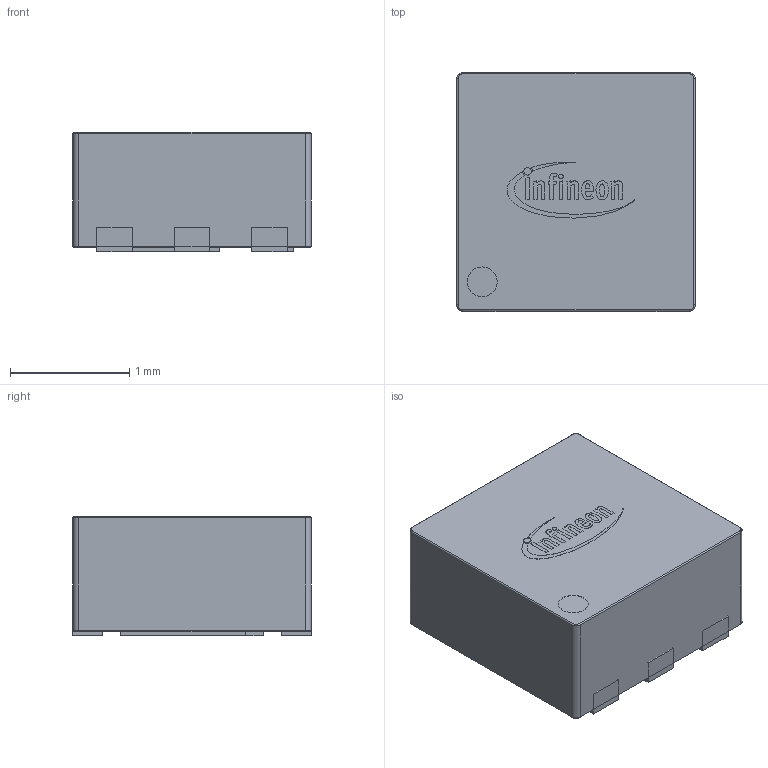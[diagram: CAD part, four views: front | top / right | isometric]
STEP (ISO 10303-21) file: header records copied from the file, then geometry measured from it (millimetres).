
FILE_DESCRIPTION(/* description */ (''),/* implementation_level */ '2;1');
FILE_NAME(/* name */ 'TSDSON-6.stp',/* time_stamp */ '2021-01-07T18:01:32-04:00',/* author */ ('Julio Mora'),/* organization */ (''),/* preprocessor_version */ 'ST-DEVELOPER v18.1',/* originating_system */ 'Autodesk Inventor 2021',/* authorisation */ '');
FILE_SCHEMA (('AUTOMOTIVE_DESIGN { 1 0 10303 214 3 1 1 }'));
Length unit declared in the file: inch
Products named in the file (6): TSDSON-6; Body; Pads; Halo; Infineon; Pin 1
Assembly tree (5 placements, depth 2):
  TSDSON-6
    Body
    Pads
    Halo
    Infineon
    Pin 1
Bounding box: 2 x 2.01 x 1 mm (x, y, z)
Surface area: 22.2 mm2
Topology: 22 solids, 22 shells, 221 faces, 515 edges, 338 vertices
Faces by surface type: plane 127, bspline 71, cylinder 15, torus 8
Full cylindrical faces by diameter (mm): 0.25 x1
Entity records: 6965 total; most frequent: CARTESIAN_POINT 1796, ORIENTED_EDGE 1030, DIRECTION 855, EDGE_CURVE 515, VERTEX_POINT 338, LINE 333, VECTOR 333, AXIS2_PLACEMENT_3D 261
